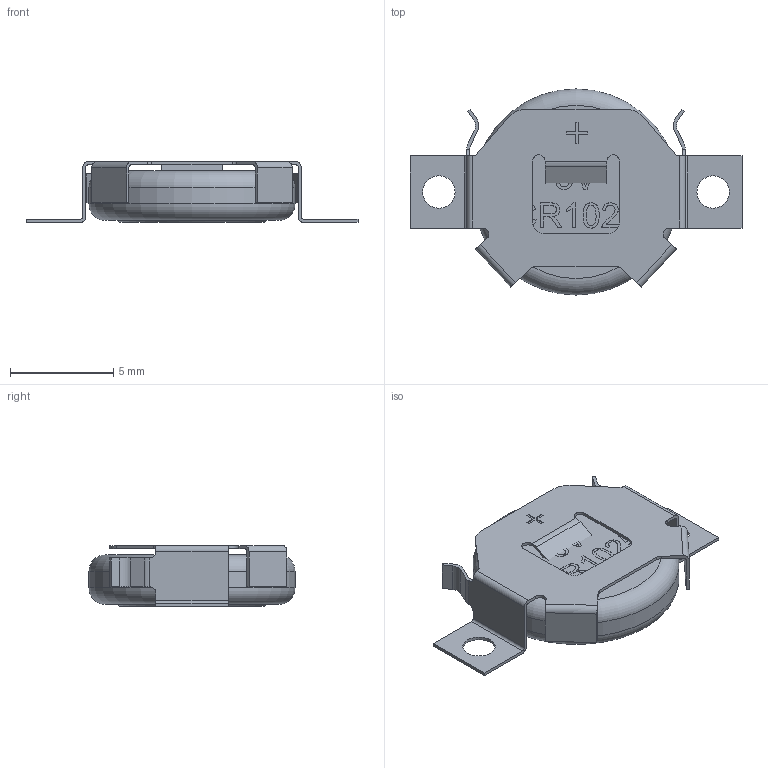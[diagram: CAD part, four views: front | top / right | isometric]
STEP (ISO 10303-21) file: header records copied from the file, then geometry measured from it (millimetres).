
FILE_DESCRIPTION(/* description */ (''),/* implementation_level */ '2;1');
FILE_NAME(/* name */ 'keystone-PN3030TR v1.step',/* time_stamp */ '2022-02-04T19:03:16-03:00',/* author */ (''),/* organization */ (''),/* preprocessor_version */ 'ST-DEVELOPER v18.1',/* originating_system */ 'Autodesk Translation Framework v10.10.0.1391',/* authorisation */ '');
FILE_SCHEMA (('AUTOMOTIVE_DESIGN { 1 0 10303 214 3 1 1 }'));
Length unit declared in the file: millimetre
Products named in the file (1): keystone-PN3030TR
Bounding box: 16.1 x 10 x 2.95 mm (x, y, z)
Volume: 201.8 mm3; surface area: 460.7 mm2
Topology: 2 solids, 2 shells, 304 faces, 839 edges, 552 vertices
Faces by surface type: plane 134, bspline 122, cylinder 45, torus 2, cone 1
Full cylindrical faces by diameter (mm): 1.57 x2, 10 x1
Entity records: 10830 total; most frequent: CARTESIAN_POINT 3770, ORIENTED_EDGE 1678, DIRECTION 1057, EDGE_CURVE 839, VERTEX_POINT 552, LINE 499, VECTOR 499, EDGE_LOOP 323
